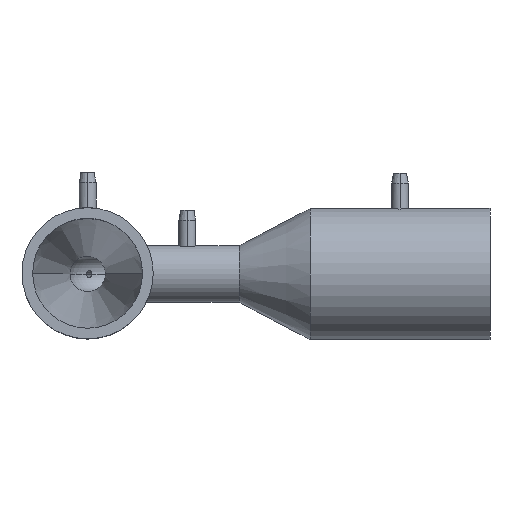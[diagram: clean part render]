
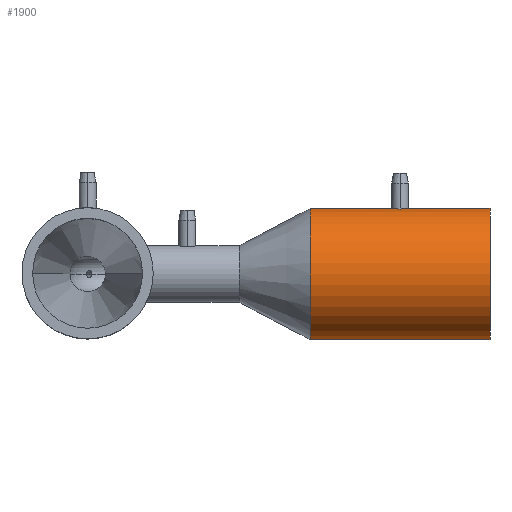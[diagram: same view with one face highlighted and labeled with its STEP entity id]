
A CAD part, top view. The second image highlights one B-rep face of the part: STEP entity #1900.
In plain terms, the highlighted cylindrical face has radius 18.5 mm (diameter 37 mm), a partial arc.
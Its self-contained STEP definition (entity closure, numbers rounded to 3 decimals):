
#4 = CARTESIAN_POINT ( 'NONE',  ( 89.312, 18.387, -131.454 ) ) ;
#11 = CARTESIAN_POINT ( 'NONE',  ( 88.13, 18.349, -131.142 ) ) ;
#79 = DIRECTION ( 'NONE',  ( 0., -1., 0. ) ) ;
#84 = CARTESIAN_POINT ( 'NONE',  ( 88.13, 18.349, -131.142 ) ) ;
#167 = CARTESIAN_POINT ( 'NONE',  ( 62.76, 18.5, -133.5 ) ) ;
#206 = CARTESIAN_POINT ( 'NONE',  ( 89.688, 18.415, -131.723 ) ) ;
#212 = CARTESIAN_POINT ( 'NONE',  ( 62.76, -18.5, -133.5 ) ) ;
#266 = CARTESIAN_POINT ( 'NONE',  ( 88.13, 18.349, -131.142 ) ) ;
#294 = CARTESIAN_POINT ( 'NONE',  ( 86.947, 18.387, -131.455 ) ) ;
#295 = DIRECTION ( 'NONE',  ( -1., 0., 0. ) ) ;
#360 = CARTESIAN_POINT ( 'NONE',  ( 13.5, 18.5, -133.5 ) ) ;
#432 = VERTEX_POINT ( 'NONE', #1347 ) ;
#446 = CARTESIAN_POINT ( 'NONE',  ( 90.488, 18.5, -133.344 ) ) ;
#461 = CARTESIAN_POINT ( 'NONE',  ( 89.906, 18.434, -131.941 ) ) ;
#506 = CARTESIAN_POINT ( 'NONE',  ( 85.772, 18.5, -133.5 ) ) ;
#507 = VECTOR ( 'NONE', #1684, 1000. ) ;
#522 = CARTESIAN_POINT ( 'NONE',  ( 86.085, 18.463, -132.317 ) ) ;
#602 = DIRECTION ( 'NONE',  ( -1., 0., 0. ) ) ;
#619 = LINE ( 'NONE', #360, #507 ) ;
#631 = CARTESIAN_POINT ( 'NONE',  ( 13.5, 0., -133.5 ) ) ;
#655 = DIRECTION ( 'NONE',  ( 0., -1., 0. ) ) ;
#674 = CARTESIAN_POINT ( 'NONE',  ( 89.175, 18.378, -131.38 ) ) ;
#686 = ORIENTED_EDGE ( 'NONE', *, *, #2058, .F. ) ;
#719 = CARTESIAN_POINT ( 'NONE',  ( 87.976, 18.349, -131.142 ) ) ;
#760 = AXIS2_PLACEMENT_3D ( 'NONE', #2036, #1178, #79 ) ;
#808 = VECTOR ( 'NONE', #295, 1000. ) ;
#827 = VERTEX_POINT ( 'NONE', #212 ) ;
#830 = AXIS2_PLACEMENT_3D ( 'NONE', #631, #1754, #655 ) ;
#841 = ORIENTED_EDGE ( 'NONE', *, *, #1634, .F. ) ;
#856 = CARTESIAN_POINT ( 'NONE',  ( 90.176, 18.463, -132.318 ) ) ;
#865 = CYLINDRICAL_SURFACE ( 'NONE', #830, 18.5 ) ;
#875 = VERTEX_POINT ( 'NONE', #11 ) ;
#928 = ORIENTED_EDGE ( 'NONE', *, *, #2117, .F. ) ;
#981 = CARTESIAN_POINT ( 'NONE',  ( 90.488, 18.5, -133.5 ) ) ;
#989 = CARTESIAN_POINT ( 'NONE',  ( 87.085, 18.378, -131.381 ) ) ;
#990 = EDGE_CURVE ( 'NONE', #2307, #1264, #1370, .T. ) ;
#1073 = CARTESIAN_POINT ( 'NONE',  ( 88.749, 18.357, -131.204 ) ) ;
#1098 = FACE_OUTER_BOUND ( 'NONE', #2701, .T. ) ;
#1131 = CARTESIAN_POINT ( 'NONE',  ( 90.367, 18.485, -132.739 ) ) ;
#1170 = CARTESIAN_POINT ( 'NONE',  ( 87.517, 18.359, -131.218 ) ) ;
#1173 = LINE ( 'NONE', #2032, #808 ) ;
#1178 = DIRECTION ( 'NONE',  ( -1., 0., 0. ) ) ;
#1184 = CARTESIAN_POINT ( 'NONE',  ( 85.893, 18.485, -132.74 ) ) ;
#1187 = VERTEX_POINT ( 'NONE', #981 ) ;
#1198 = LINE ( 'NONE', #1435, #1397 ) ;
#1202 = CARTESIAN_POINT ( 'NONE',  ( 85.848, 18.49, -132.887 ) ) ;
#1264 = VERTEX_POINT ( 'NONE', #2202 ) ;
#1295 = CARTESIAN_POINT ( 'NONE',  ( 90.249, 18.471, -132.454 ) ) ;
#1299 = AXIS2_PLACEMENT_3D ( 'NONE', #2799, #2078, #2745 ) ;
#1336 = ORIENTED_EDGE ( 'NONE', *, *, #1389, .T. ) ;
#1337 = CARTESIAN_POINT ( 'NONE',  ( 90.413, 18.491, -132.889 ) ) ;
#1347 = CARTESIAN_POINT ( 'NONE',  ( 85.772, 18.5, -133.5 ) ) ;
#1370 = CIRCLE ( 'NONE', #760, 18.5 ) ;
#1383 = CARTESIAN_POINT ( 'NONE',  ( 87.37, 18.364, -131.262 ) ) ;
#1389 = EDGE_CURVE ( 'NONE', #432, #1472, #1173, .T. ) ;
#1396 = CARTESIAN_POINT ( 'NONE',  ( 86.573, 18.415, -131.723 ) ) ;
#1397 = VECTOR ( 'NONE', #602, 1000. ) ;
#1435 = CARTESIAN_POINT ( 'NONE',  ( 13.5, -18.5, -133.5 ) ) ;
#1472 = VERTEX_POINT ( 'NONE', #167 ) ;
#1585 = CARTESIAN_POINT ( 'NONE',  ( 88.438, 18.349, -131.142 ) ) ;
#1590 = EDGE_CURVE ( 'NONE', #875, #1187, #2811, .T. ) ;
#1634 = EDGE_CURVE ( 'NONE', #432, #875, #2301, .T. ) ;
#1684 = DIRECTION ( 'NONE',  ( -1., 0., 0. ) ) ;
#1754 = DIRECTION ( 'NONE',  ( -1., 0., 0. ) ) ;
#1809 = CARTESIAN_POINT ( 'NONE',  ( 90.005, 18.444, -132.062 ) ) ;
#1824 = CARTESIAN_POINT ( 'NONE',  ( 86.255, 18.444, -132.062 ) ) ;
#1840 = CARTESIAN_POINT ( 'NONE',  ( 85.788, 18.498, -133.19 ) ) ;
#1863 = CARTESIAN_POINT ( 'NONE',  ( 86.692, 18.405, -131.625 ) ) ;
#1880 = ORIENTED_EDGE ( 'NONE', *, *, #1590, .F. ) ;
#1900 = ADVANCED_FACE ( 'NONE', ( #1098 ), #865, .T. ) ;
#1996 = CIRCLE ( 'NONE', #1299, 18.5 ) ;
#2032 = CARTESIAN_POINT ( 'NONE',  ( 13.5, 18.5, -133.5 ) ) ;
#2036 = CARTESIAN_POINT ( 'NONE',  ( 113.5, 0., -133.5 ) ) ;
#2042 = CARTESIAN_POINT ( 'NONE',  ( 86.353, 18.435, -131.942 ) ) ;
#2053 = CARTESIAN_POINT ( 'NONE',  ( 87.82, 18.351, -131.157 ) ) ;
#2058 = EDGE_CURVE ( 'NONE', #2307, #827, #1198, .T. ) ;
#2078 = DIRECTION ( 'NONE',  ( -1., 0., 0. ) ) ;
#2082 = CARTESIAN_POINT ( 'NONE',  ( 85.772, 18.5, -133.346 ) ) ;
#2117 = EDGE_CURVE ( 'NONE', #827, #1472, #1996, .T. ) ;
#2202 = CARTESIAN_POINT ( 'NONE',  ( 113.5, 18.5, -133.5 ) ) ;
#2224 = CARTESIAN_POINT ( 'NONE',  ( 113.5, -18.5, -133.5 ) ) ;
#2301 = B_SPLINE_CURVE_WITH_KNOTS ( 'NONE', 3,
 ( #506, #2082, #1840, #1202, #1184, #2488, #522, #1824, #2042, #1396, #1863, #294, #989, #1383, #1170, #2053, #719, #84 ),
 .UNSPECIFIED., .F., .F.,
 ( 4, 2, 2, 2, 2, 2, 2, 2, 4 ),
 ( 0.004, 0.004, 0.005, 0.005, 0.006, 0.006, 0.006, 0.007, 0.007 ),
 .UNSPECIFIED. ) ;
#2307 = VERTEX_POINT ( 'NONE', #2224 ) ;
#2415 = CARTESIAN_POINT ( 'NONE',  ( 90.473, 18.498, -133.191 ) ) ;
#2430 = CARTESIAN_POINT ( 'NONE',  ( 89.57, 18.405, -131.626 ) ) ;
#2488 = CARTESIAN_POINT ( 'NONE',  ( 86.011, 18.471, -132.455 ) ) ;
#2588 = ORIENTED_EDGE ( 'NONE', *, *, #2766, .T. ) ;
#2682 = CARTESIAN_POINT ( 'NONE',  ( 90.488, 18.5, -133.5 ) ) ;
#2701 = EDGE_LOOP ( 'NONE', ( #2740, #2588, #1880, #841, #1336, #928, #686 ) ) ;
#2740 = ORIENTED_EDGE ( 'NONE', *, *, #990, .T. ) ;
#2745 = DIRECTION ( 'NONE',  ( 0., -1., 0. ) ) ;
#2766 = EDGE_CURVE ( 'NONE', #1264, #1187, #619, .T. ) ;
#2799 = CARTESIAN_POINT ( 'NONE',  ( 62.76, 0., -133.5 ) ) ;
#2811 = B_SPLINE_CURVE_WITH_KNOTS ( 'NONE', 3,
 ( #266, #1585, #1073, #674, #4, #2430, #206, #461, #1809, #856, #1295, #1131, #1337, #2415, #446, #2682 ),
 .UNSPECIFIED., .F., .F.,
 ( 4, 2, 2, 2, 2, 2, 2, 4 ),
 ( 0.007, 0.008, 0.009, 0.009, 0.01, 0.01, 0.011, 0.011 ),
 .UNSPECIFIED. ) ;
